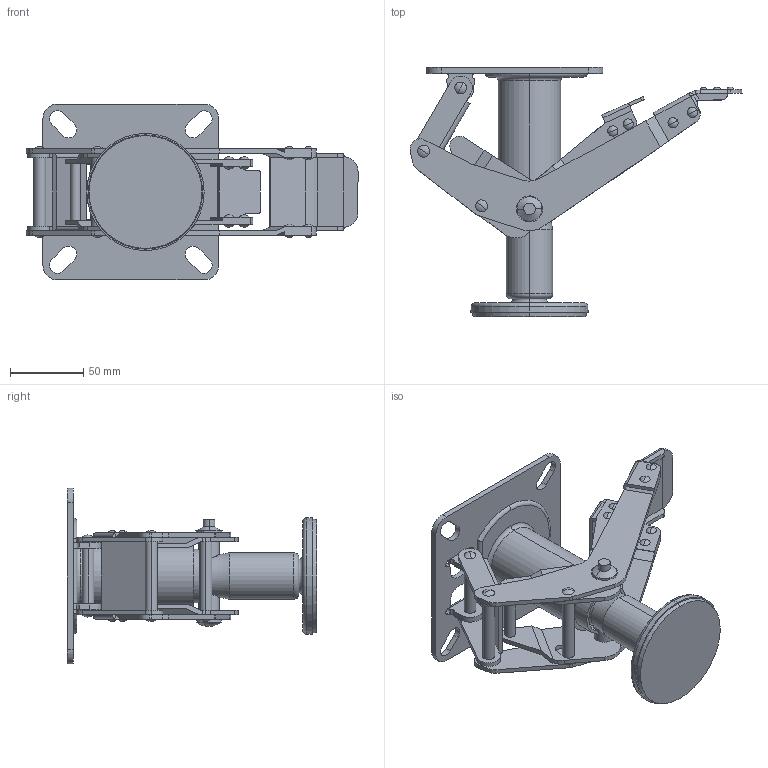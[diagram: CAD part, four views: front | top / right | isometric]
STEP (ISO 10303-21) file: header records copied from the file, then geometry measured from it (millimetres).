
FILE_DESCRIPTION (( 'STEP AP203' ), '1' );
FILE_NAME ('K-1900-4.STEP', '2012-07-03T09:42:17', ( '11sw' ), ( 'タキゲン製造株式会社' ), 'SwSTEP 2.0', 'SolidWorks 2011', '' );
FILE_SCHEMA (( 'CONFIG_CONTROL_DESIGN' ));
Length unit declared in the file: millimetre
Products named in the file (6): K-1900-4_傾乕儉B_; K-1900-4_フット_; K-1900-4; K-1900-4_傾乕儉A_; K-1900-4_傾乕儉C_; K-1900-4_ベース_
Assembly tree (5 placements, depth 2):
  K-1900-4
    K-1900-4_フット_
    K-1900-4_傾乕儉B_
    K-1900-4_ベース_
    K-1900-4_傾乕儉A_
    K-1900-4_傾乕儉C_
Bounding box: 226.61 x 170 x 120 mm (x, y, z)
Volume: 319304.5 mm3; surface area: 150083 mm2
Topology: 5 solids, 5 shells, 530 faces, 1439 edges, 951 vertices
Faces by surface type: plane 273, cylinder 169, sphere 46, torus 22, bspline 14, cone 6
Entity records: 19003 total; most frequent: CARTESIAN_POINT 5052, ORIENTED_EDGE 2874, DIRECTION 2735, EDGE_CURVE 1437, AXIS2_PLACEMENT_3D 976, VERTEX_POINT 951, VECTOR 783, LINE 783
